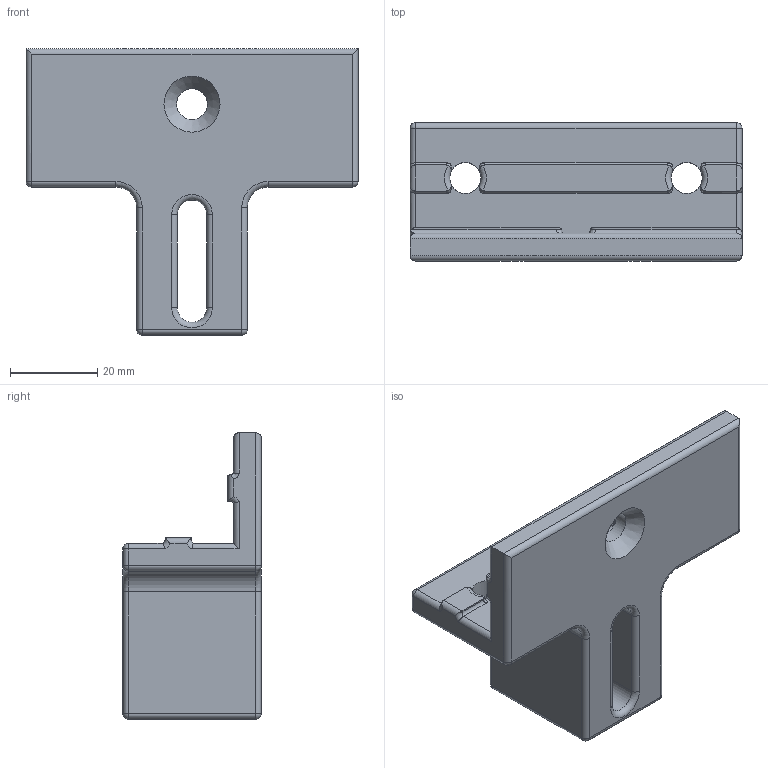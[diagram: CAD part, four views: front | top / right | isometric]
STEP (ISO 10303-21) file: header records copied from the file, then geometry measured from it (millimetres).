
FILE_DESCRIPTION(/* description */ (''),/* implementation_level */ '2;1');
FILE_NAME(/* name */ 'T-Slot Bumper Mount v1.step',/* time_stamp */ '2023-12-17T11:52:23-05:00',/* author */ (''),/* organization */ (''),/* preprocessor_version */ 'ST-DEVELOPER v20',/* originating_system */ 'Autodesk Translation Framework v12.14.0.127',/* authorisation */ '');
FILE_SCHEMA (('AUTOMOTIVE_DESIGN { 1 0 10303 214 3 1 1 }'));
Length unit declared in the file: inch
Products named in the file (2): T-Slot Bumper Mount; Leg
Assembly tree (1 placements, depth 2):
  T-Slot Bumper Mount
    Leg
Bounding box: 76.2 x 31.75 x 65.76 mm (x, y, z)
Volume: 49486.6 mm3; surface area: 15799.4 mm2
Topology: 1 solids, 1 shells, 148 faces, 351 edges, 201 vertices
Faces by surface type: cylinder 72, plane 31, torus 21, bspline 13, sphere 10, cone 1
Full cylindrical faces by diameter (mm): 7.137 x3
Entity records: 5029 total; most frequent: CARTESIAN_POINT 1647, DIRECTION 707, ORIENTED_EDGE 700, EDGE_CURVE 350, AXIS2_PLACEMENT_3D 285, VERTEX_POINT 201, EDGE_LOOP 153, FACE_OUTER_BOUND 148
